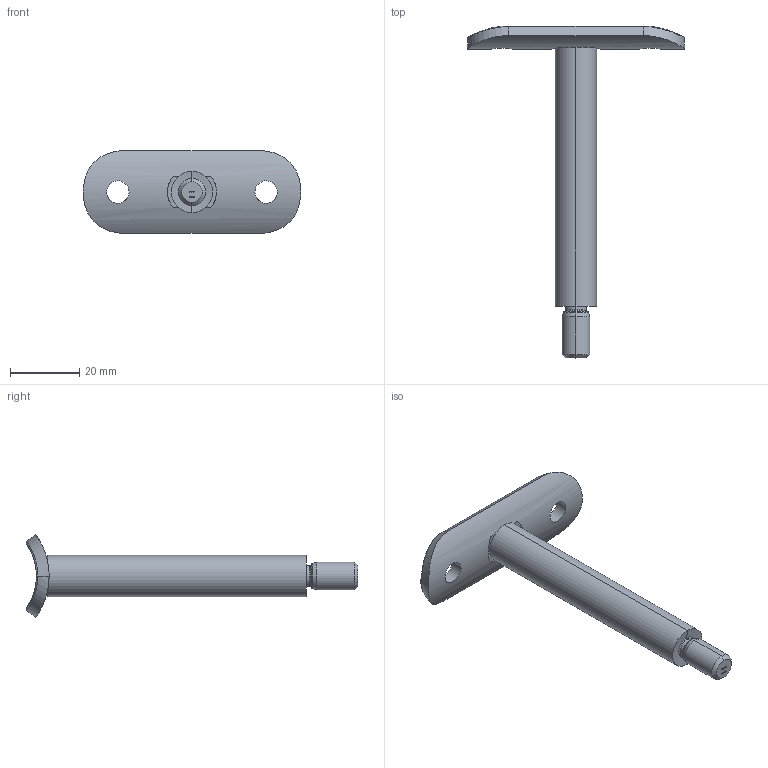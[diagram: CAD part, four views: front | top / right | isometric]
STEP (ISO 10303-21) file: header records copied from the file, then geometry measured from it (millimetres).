
FILE_DESCRIPTION (( 'STEP AP203' ), '1' );
FILE_NAME ('60711-240.step', '2018-03-27T10:02:06', ( '' ), ( '' ), 'SwSTEP 2.0', 'SolidWorks 2015', '' );
FILE_SCHEMA (( 'CONFIG_CONTROL_DESIGN' ));
Length unit declared in the file: millimetre
Products named in the file (4): DIN-7991_-_DIN7991 M6x16_DIN7991 M6x12; 60181-240_60181-240; 50236-Konfig_50236-240-75-M6; 60711-240
Assembly tree (3 placements, depth 2):
  60711-240
    50236-Konfig_50236-240-75-M6
    DIN-7991_-_DIN7991 M6x16_DIN7991 M6x12
    60181-240_60181-240
Bounding box: 63 x 96.18 x 24 mm (x, y, z)
Volume: 13499.5 mm3; surface area: 7442 mm2
Topology: 3 solids, 3 shells, 289 faces, 723 edges, 464 vertices
Faces by surface type: plane 136, bspline 94, cylinder 31, cone 20, torus 8
Entity records: 15085 total; most frequent: CARTESIAN_POINT 8431, ORIENTED_EDGE 1438, DIRECTION 979, EDGE_CURVE 719, VERTEX_POINT 464, VECTOR 443, LINE 443, EDGE_LOOP 323
